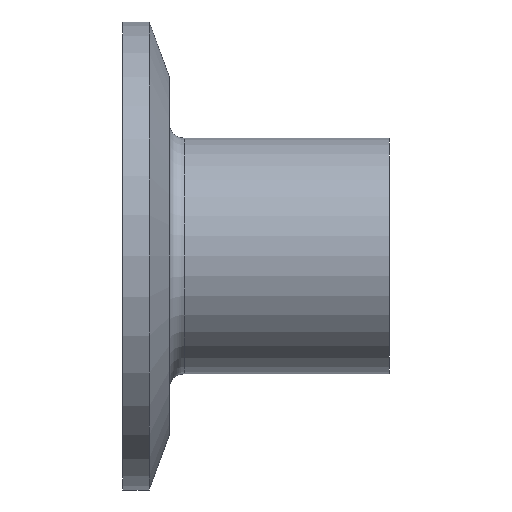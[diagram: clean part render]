
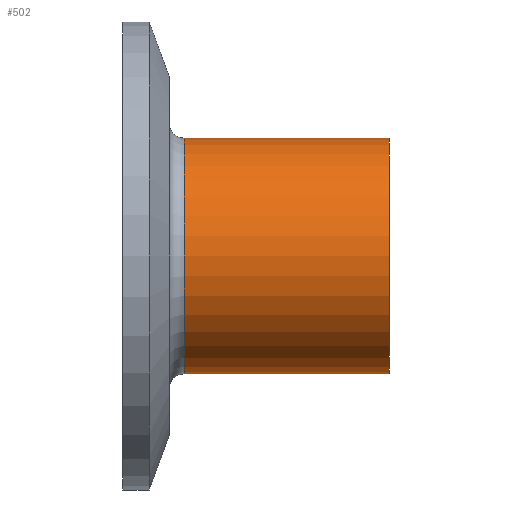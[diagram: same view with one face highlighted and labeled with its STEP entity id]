
A CAD part, left-side view. The second image highlights one B-rep face of the part: STEP entity #502.
In plain terms, the highlighted cylindrical face has radius 12.7 mm (diameter 25.4 mm), a partial arc.
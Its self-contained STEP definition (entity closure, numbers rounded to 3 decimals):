
#4 = EDGE_CURVE ( 'NONE', #188, #472, #227, .T. ) ;
#21 = DIRECTION ( 'NONE',  ( 0., 1., 0. ) ) ;
#49 = AXIS2_PLACEMENT_3D ( 'NONE', #276, #659, #376 ) ;
#55 = DIRECTION ( 'NONE',  ( 0., 1., 0. ) ) ;
#115 = CARTESIAN_POINT ( 'NONE',  ( 0., -23.7, 0. ) ) ;
#116 = DIRECTION ( 'NONE',  ( 0., 0., 1. ) ) ;
#118 = FACE_OUTER_BOUND ( 'NONE', #423, .T. ) ;
#129 = EDGE_CURVE ( 'NONE', #472, #382, #207, .T. ) ;
#167 = ORIENTED_EDGE ( 'NONE', *, *, #466, .T. ) ;
#188 = VERTEX_POINT ( 'NONE', #704 ) ;
#207 = LINE ( 'NONE', #312, #400 ) ;
#227 = CIRCLE ( 'NONE', #647, 12.7 ) ;
#249 = LINE ( 'NONE', #606, #274 ) ;
#274 = VECTOR ( 'NONE', #438, 1000. ) ;
#276 = CARTESIAN_POINT ( 'NONE',  ( 0., -1.6, 0. ) ) ;
#297 = CARTESIAN_POINT ( 'NONE',  ( 0., -1.6, -12.7 ) ) ;
#312 = CARTESIAN_POINT ( 'NONE',  ( 0., -23.7, 12.7 ) ) ;
#328 = CARTESIAN_POINT ( 'NONE',  ( 0., -23.7, 12.7 ) ) ;
#330 = DIRECTION ( 'NONE',  ( 0., 1., 0. ) ) ;
#335 = DIRECTION ( 'NONE',  ( 0., 0., 1. ) ) ;
#376 = DIRECTION ( 'NONE',  ( 0., 0., 1. ) ) ;
#381 = ORIENTED_EDGE ( 'NONE', *, *, #4, .T. ) ;
#382 = VERTEX_POINT ( 'NONE', #707 ) ;
#395 = CARTESIAN_POINT ( 'NONE',  ( 0., -23.7, 0. ) ) ;
#400 = VECTOR ( 'NONE', #21, 1000. ) ;
#410 = ORIENTED_EDGE ( 'NONE', *, *, #458, .F. ) ;
#423 = EDGE_LOOP ( 'NONE', ( #410, #381, #578, #167 ) ) ;
#438 = DIRECTION ( 'NONE',  ( 0., 1., 0. ) ) ;
#458 = EDGE_CURVE ( 'NONE', #188, #611, #249, .T. ) ;
#466 = EDGE_CURVE ( 'NONE', #382, #611, #468, .T. ) ;
#468 = CIRCLE ( 'NONE', #49, 12.7 ) ;
#472 = VERTEX_POINT ( 'NONE', #328 ) ;
#487 = CYLINDRICAL_SURFACE ( 'NONE', #543, 12.7 ) ;
#502 = ADVANCED_FACE ( 'NONE', ( #118 ), #487, .T. ) ;
#543 = AXIS2_PLACEMENT_3D ( 'NONE', #115, #330, #335 ) ;
#578 = ORIENTED_EDGE ( 'NONE', *, *, #129, .T. ) ;
#606 = CARTESIAN_POINT ( 'NONE',  ( 0., -23.7, -12.7 ) ) ;
#611 = VERTEX_POINT ( 'NONE', #297 ) ;
#647 = AXIS2_PLACEMENT_3D ( 'NONE', #395, #55, #116 ) ;
#659 = DIRECTION ( 'NONE',  ( 0., -1., 0. ) ) ;
#704 = CARTESIAN_POINT ( 'NONE',  ( 0., -23.7, -12.7 ) ) ;
#707 = CARTESIAN_POINT ( 'NONE',  ( 0., -1.6, 12.7 ) ) ;
